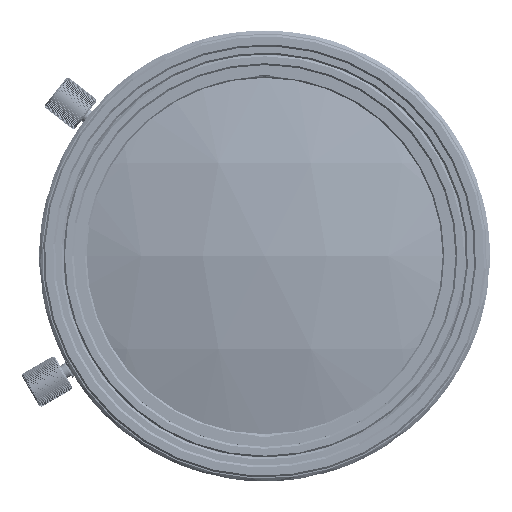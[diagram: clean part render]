
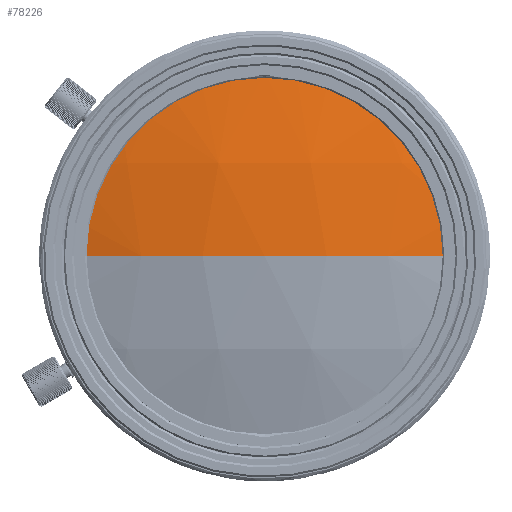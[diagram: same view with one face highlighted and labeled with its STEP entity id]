
A CAD part, left-side view. The second image highlights one B-rep face of the part: STEP entity #78226.
In plain terms, the highlighted spherical face has radius 71.413 mm.
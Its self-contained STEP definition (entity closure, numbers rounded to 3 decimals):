
#3525 = AXIS2_PLACEMENT_3D ( 'NONE', #94789, #71361, #86505 ) ;
#6520 = VERTEX_POINT ( 'NONE', #52053 ) ;
#11909 = DIRECTION ( 'NONE',  ( -1., 0., 0. ) ) ;
#12268 = ORIENTED_EDGE ( 'NONE', *, *, #76736, .T. ) ;
#18265 = AXIS2_PLACEMENT_3D ( 'NONE', #44929, #45573, #30768 ) ;
#18379 = AXIS2_PLACEMENT_3D ( 'NONE', #57969, #11909, #95212 ) ;
#23880 = DIRECTION ( 'NONE',  ( 1., 0., 0. ) ) ;
#26483 = EDGE_CURVE ( 'NONE', #6520, #27441, #62978, .T. ) ;
#27441 = VERTEX_POINT ( 'NONE', #52815 ) ;
#30298 = FACE_OUTER_BOUND ( 'NONE', #31174, .T. ) ;
#30768 = DIRECTION ( 'NONE',  ( 0., 1., 0. ) ) ;
#31174 = EDGE_LOOP ( 'NONE', ( #85741, #12268, #78900 ) ) ;
#37864 = AXIS2_PLACEMENT_3D ( 'NONE', #75213, #23880, #61066 ) ;
#41705 = CARTESIAN_POINT ( 'NONE',  ( 0., 0., -177.908 ) ) ;
#44929 = CARTESIAN_POINT ( 'NONE',  ( 0., 0., -249.321 ) ) ;
#45573 = DIRECTION ( 'NONE',  ( 1., 0., 0. ) ) ;
#46922 = EDGE_CURVE ( 'NONE', #80003, #6520, #72087, .T. ) ;
#52053 = CARTESIAN_POINT ( 'NONE',  ( 0., 19.3, -180.565 ) ) ;
#52815 = CARTESIAN_POINT ( 'NONE',  ( 0., -19.3, -180.565 ) ) ;
#53877 = SPHERICAL_SURFACE ( 'NONE', #37864, 71.413 ) ;
#57969 = CARTESIAN_POINT ( 'NONE',  ( 0., 0., -249.321 ) ) ;
#61066 = DIRECTION ( 'NONE',  ( 0., 1., 0. ) ) ;
#62978 = CIRCLE ( 'NONE', #3525, 19.3 ) ;
#71361 = DIRECTION ( 'NONE',  ( 0., 0., -1. ) ) ;
#71614 = CIRCLE ( 'NONE', #18265, 71.413 ) ;
#72087 = CIRCLE ( 'NONE', #18379, 71.413 ) ;
#75213 = CARTESIAN_POINT ( 'NONE',  ( 0., 0., -249.321 ) ) ;
#76736 = EDGE_CURVE ( 'NONE', #80003, #27441, #71614, .T. ) ;
#78226 = ADVANCED_FACE ( 'NONE', ( #30298 ), #53877, .T. ) ;
#78900 = ORIENTED_EDGE ( 'NONE', *, *, #26483, .F. ) ;
#80003 = VERTEX_POINT ( 'NONE', #41705 ) ;
#85741 = ORIENTED_EDGE ( 'NONE', *, *, #46922, .F. ) ;
#86505 = DIRECTION ( 'NONE',  ( 0., 1., 0. ) ) ;
#94789 = CARTESIAN_POINT ( 'NONE',  ( 0., 0., -180.565 ) ) ;
#95212 = DIRECTION ( 'NONE',  ( 0., 0., 1. ) ) ;
